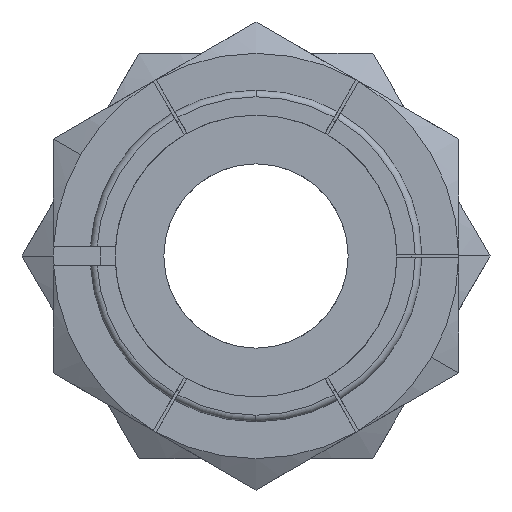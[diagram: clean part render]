
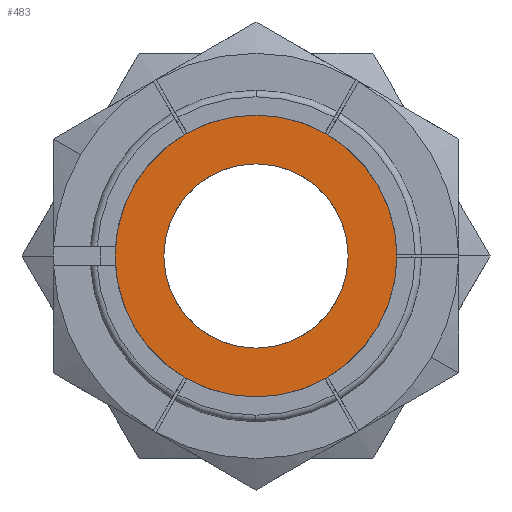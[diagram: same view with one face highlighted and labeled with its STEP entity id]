
A CAD part, left-side view. The second image highlights one B-rep face of the part: STEP entity #483.
In plain terms, the highlighted planar face has unit normal (-1, 0, 0).
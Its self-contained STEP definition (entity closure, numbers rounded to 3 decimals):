
#483=ADVANCED_FACE('',(#965,#966),#967,.T.);
#965=FACE_BOUND('',#1444,.T.);
#966=FACE_OUTER_BOUND('',#1445,.T.);
#967=PLANE('',#1446);
#1444=EDGE_LOOP('',(#2850,#2851));
#1445=EDGE_LOOP('',(#2852,#2853));
#1446=AXIS2_PLACEMENT_3D('',#2854,#2855,#2856);
#2850=ORIENTED_EDGE('',*,*,#3421,.T.);
#2851=ORIENTED_EDGE('',*,*,#3357,.T.);
#2852=ORIENTED_EDGE('',*,*,#3338,.F.);
#2853=ORIENTED_EDGE('',*,*,#3423,.F.);
#2854=CARTESIAN_POINT('',(-19.0,3.825,0.0));
#2855=DIRECTION('',(-1.0,0.0,0.0));
#2856=DIRECTION('',(0.0,-1.0,0.0));
#3338=EDGE_CURVE('',#4110,#4113,#4114,.T.);
#3357=EDGE_CURVE('',#4128,#4148,#4150,.T.);
#3421=EDGE_CURVE('',#4148,#4128,#4234,.T.);
#3423=EDGE_CURVE('',#4113,#4110,#4236,.T.);
#4110=VERTEX_POINT('',#6018);
#4113=VERTEX_POINT('',#6022);
#4114=CIRCLE('',#6023,7.65);
#4128=VERTEX_POINT('',#6038);
#4148=VERTEX_POINT('',#6063);
#4150=CIRCLE('',#6066,5.0);
#4234=CIRCLE('',#6178,5.0);
#4236=CIRCLE('',#6180,7.65);
#6018=CARTESIAN_POINT('',(-19.0,7.65,0.0));
#6022=CARTESIAN_POINT('',(-19.0,-7.65,0.));
#6023=AXIS2_PLACEMENT_3D('',#6664,#6665,#6666);
#6038=CARTESIAN_POINT('',(-19.0,0.,-5.0));
#6063=CARTESIAN_POINT('',(-19.0,0.,5.0));
#6066=AXIS2_PLACEMENT_3D('',#6704,#6705,#6706);
#6178=AXIS2_PLACEMENT_3D('',#6777,#6778,#6779);
#6180=AXIS2_PLACEMENT_3D('',#6780,#6781,#6782);
#6664=CARTESIAN_POINT('',(-19.0,0.0,0.0));
#6665=DIRECTION('',(1.0,0.0,0.0));
#6666=DIRECTION('',(0.0,1.0,0.0));
#6704=CARTESIAN_POINT('',(-19.0,0.0,0.0));
#6705=DIRECTION('',(1.0,0.0,0.0));
#6706=DIRECTION('',(0.0,0.0,-1.0));
#6777=CARTESIAN_POINT('',(-19.0,0.0,0.0));
#6778=DIRECTION('',(1.0,0.0,0.0));
#6779=DIRECTION('',(0.0,0.0,-1.0));
#6780=CARTESIAN_POINT('',(-19.0,0.0,0.0));
#6781=DIRECTION('',(1.0,0.0,0.0));
#6782=DIRECTION('',(0.0,1.0,0.0));
